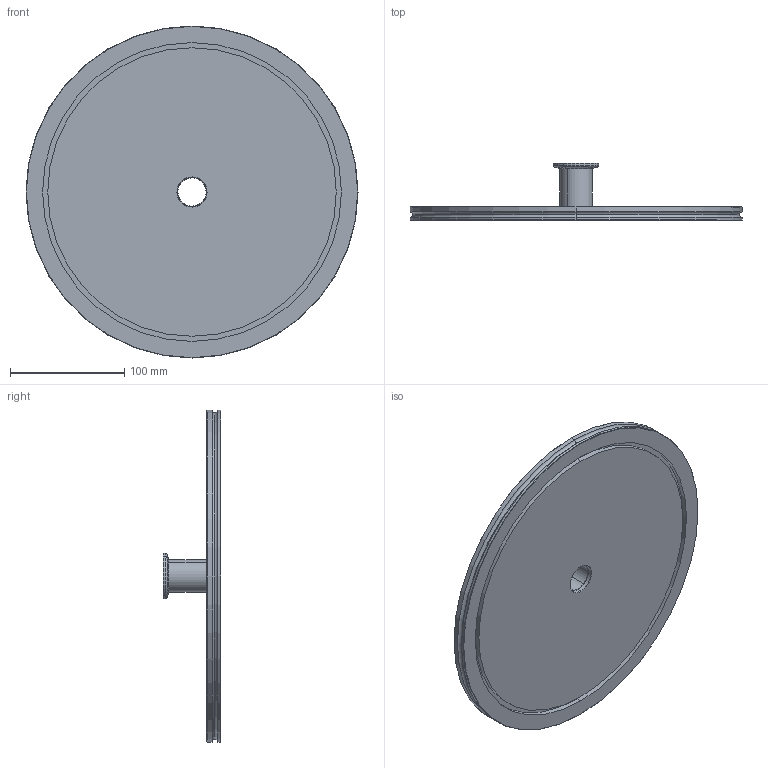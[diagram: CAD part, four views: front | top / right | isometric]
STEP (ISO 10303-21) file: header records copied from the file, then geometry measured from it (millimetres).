
FILE_DESCRIPTION (( 'STEP AP214' ), '1' );
FILE_NAME ('Hositrad_ISO250-25A.STEP', '2025-04-09T15:00:40', ( '' ), ( '' ), 'SwSTEP 2.0', 'SolidWorks 2022', '' );
FILE_SCHEMA (( 'AUTOMOTIVE_DESIGN' ));
Length unit declared in the file: millimetre
Products named in the file (3): ISO-K250-28mm; Hositrad_ISO250-25A; KF25-28-All_L46,5
Assembly tree (2 placements, depth 2):
  Hositrad_ISO250-25A
    ISO-K250-28mm
    KF25-28-All_L46,5
Bounding box: 290 x 50 x 290 mm (x, y, z)
Volume: 756552.2 mm3; surface area: 165155.3 mm2
Topology: 2 solids, 2 shells, 50 faces, 100 edges, 60 vertices
Faces by surface type: cylinder 24, cone 10, plane 10, torus 6
Entity records: 1428 total; most frequent: DIRECTION 276, CARTESIAN_POINT 215, ORIENTED_EDGE 200, AXIS2_PLACEMENT_3D 121, EDGE_CURVE 100, CIRCLE 66, EDGE_LOOP 60, VERTEX_POINT 60
